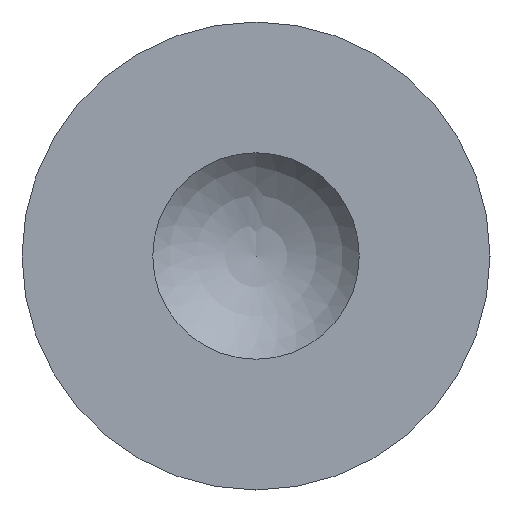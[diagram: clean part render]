
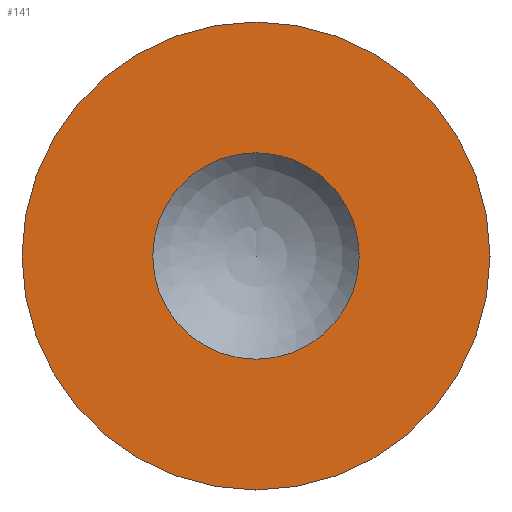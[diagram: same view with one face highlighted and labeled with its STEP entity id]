
A CAD part, front view. The second image highlights one B-rep face of the part: STEP entity #141.
In plain terms, the highlighted planar face has unit normal (0, -1, 0).
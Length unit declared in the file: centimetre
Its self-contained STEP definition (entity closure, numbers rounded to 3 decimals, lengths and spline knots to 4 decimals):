
#17=FACE_BOUND('',#35,.T.);
#20=PLANE('',#155);
#24=FACE_OUTER_BOUND('',#34,.T.);
#34=EDGE_LOOP('',(#97));
#35=EDGE_LOOP('',(#98));
#54=CIRCLE('',#153,1.);
#56=CIRCLE('',#156,0.4413);
#66=VERTEX_POINT('',#226);
#68=VERTEX_POINT('',#232);
#77=EDGE_CURVE('',#66,#66,#54,.T.);
#80=EDGE_CURVE('',#68,#68,#56,.T.);
#97=ORIENTED_EDGE('',*,*,#77,.T.);
#98=ORIENTED_EDGE('',*,*,#80,.F.);
#141=ADVANCED_FACE('',(#24,#17),#20,.T.);
#153=AXIS2_PLACEMENT_3D('',#227,#178,#179);
#155=AXIS2_PLACEMENT_3D('',#231,#183,#184);
#156=AXIS2_PLACEMENT_3D('',#233,#185,#186);
#178=DIRECTION('center_axis',(0.,-1.,0.));
#179=DIRECTION('ref_axis',(1.,0.,0.));
#183=DIRECTION('center_axis',(0.,-1.,0.));
#184=DIRECTION('ref_axis',(0.,0.,-1.));
#185=DIRECTION('center_axis',(0.,-1.,0.));
#186=DIRECTION('ref_axis',(1.,0.,0.));
#226=CARTESIAN_POINT('',(0.,-1.,1.));
#227=CARTESIAN_POINT('Origin',(0.,-1.,0.));
#231=CARTESIAN_POINT('Origin',(0.,-1.,-0.4413));
#232=CARTESIAN_POINT('',(0.,-1.,0.4413));
#233=CARTESIAN_POINT('Origin',(0.,-1.,0.));
